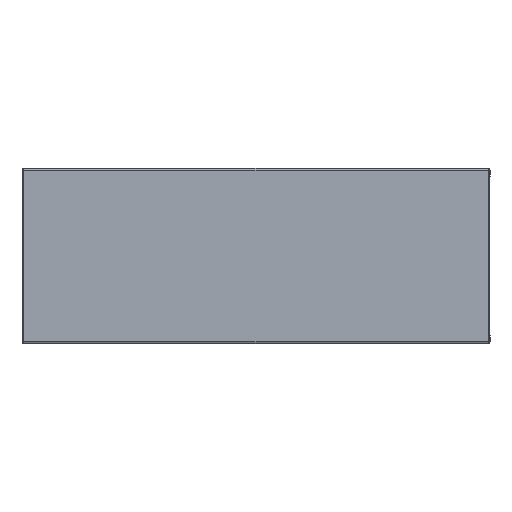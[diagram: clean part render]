
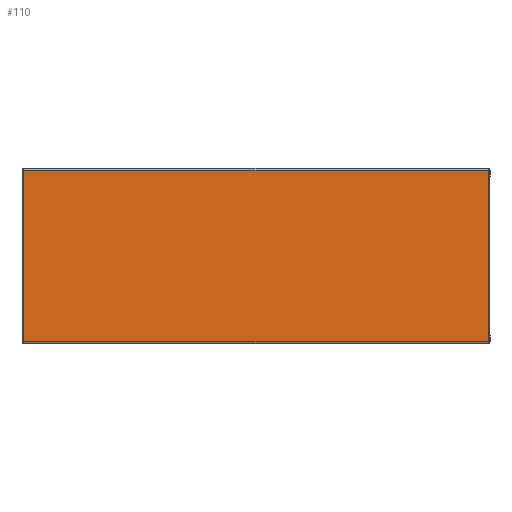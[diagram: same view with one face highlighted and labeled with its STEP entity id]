
A CAD part, left-side view. The second image highlights one B-rep face of the part: STEP entity #110.
In plain terms, the highlighted planar face has unit normal (-1, 0, 0).
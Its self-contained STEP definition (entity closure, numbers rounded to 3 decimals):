
#67 = CARTESIAN_POINT ( 'NONE',  ( -1., -0.595, 0.445 ) ) ;
#110 = ADVANCED_FACE ( 'NONE', ( #1008 ), #5363, .F. ) ;
#183 = AXIS2_PLACEMENT_3D ( 'NONE', #2183, #5225, #2605 ) ;
#368 = DIRECTION ( 'NONE',  ( 0., 1., 0. ) ) ;
#718 = VERTEX_POINT ( 'NONE', #5465 ) ;
#925 = CARTESIAN_POINT ( 'NONE',  ( -1., 0.595, 0.445 ) ) ;
#1007 = EDGE_CURVE ( 'NONE', #718, #3672, #5383, .T. ) ;
#1008 = FACE_OUTER_BOUND ( 'NONE', #2437, .T. ) ;
#1230 = EDGE_CURVE ( 'NONE', #3160, #718, #2541, .T. ) ;
#1387 = DIRECTION ( 'NONE',  ( 0., 0., 1. ) ) ;
#1389 = EDGE_CURVE ( 'NONE', #3864, #3160, #2480, .T. ) ;
#2183 = CARTESIAN_POINT ( 'NONE',  ( -1., -0.6, 0.02 ) ) ;
#2426 = VECTOR ( 'NONE', #3314, 1000. ) ;
#2437 = EDGE_LOOP ( 'NONE', ( #5149, #5408, #4799, #4390 ) ) ;
#2480 = LINE ( 'NONE', #2494, #4795 ) ;
#2494 = CARTESIAN_POINT ( 'NONE',  ( -1., 0.595, 0.02 ) ) ;
#2541 = LINE ( 'NONE', #4193, #2426 ) ;
#2605 = DIRECTION ( 'NONE',  ( 0., 0., -1. ) ) ;
#3062 = CARTESIAN_POINT ( 'NONE',  ( -1., 0.595, 0.005 ) ) ;
#3063 = VECTOR ( 'NONE', #1387, 1000. ) ;
#3160 = VERTEX_POINT ( 'NONE', #3062 ) ;
#3314 = DIRECTION ( 'NONE',  ( 0., -1., 0. ) ) ;
#3575 = DIRECTION ( 'NONE',  ( 0., 0., -1. ) ) ;
#3637 = EDGE_CURVE ( 'NONE', #3672, #3864, #4034, .T. ) ;
#3672 = VERTEX_POINT ( 'NONE', #67 ) ;
#3864 = VERTEX_POINT ( 'NONE', #925 ) ;
#4002 = CARTESIAN_POINT ( 'NONE',  ( -1., -0.595, 0.02 ) ) ;
#4034 = LINE ( 'NONE', #5627, #5185 ) ;
#4193 = CARTESIAN_POINT ( 'NONE',  ( -1., -0.6, 0.005 ) ) ;
#4390 = ORIENTED_EDGE ( 'NONE', *, *, #1007, .T. ) ;
#4795 = VECTOR ( 'NONE', #3575, 1000. ) ;
#4799 = ORIENTED_EDGE ( 'NONE', *, *, #1230, .T. ) ;
#5149 = ORIENTED_EDGE ( 'NONE', *, *, #3637, .T. ) ;
#5185 = VECTOR ( 'NONE', #368, 1000. ) ;
#5225 = DIRECTION ( 'NONE',  ( 1., 0., 0. ) ) ;
#5363 = PLANE ( 'NONE',  #183 ) ;
#5383 = LINE ( 'NONE', #4002, #3063 ) ;
#5408 = ORIENTED_EDGE ( 'NONE', *, *, #1389, .T. ) ;
#5465 = CARTESIAN_POINT ( 'NONE',  ( -1., -0.595, 0.005 ) ) ;
#5627 = CARTESIAN_POINT ( 'NONE',  ( -1., -0.6, 0.445 ) ) ;
